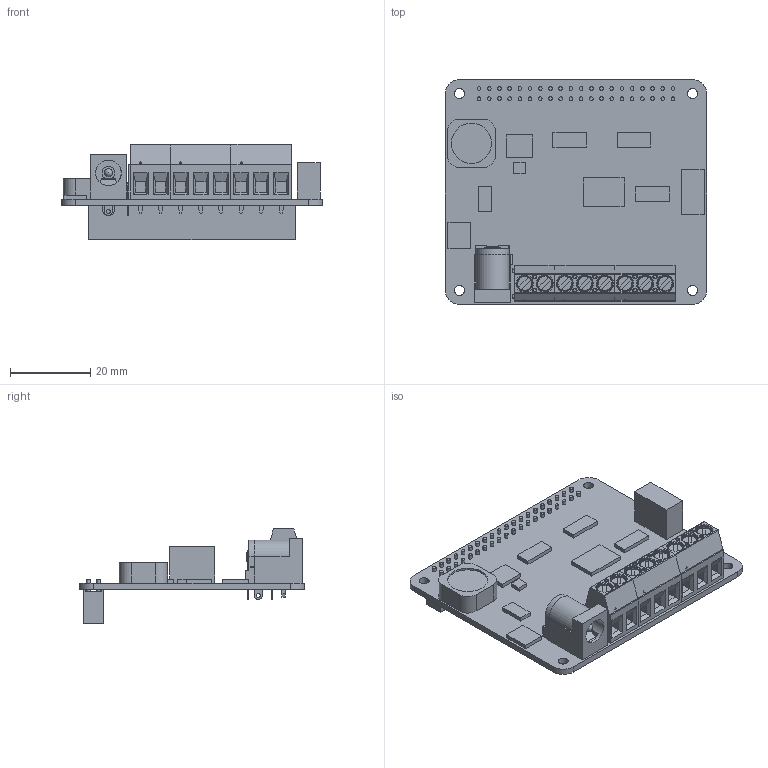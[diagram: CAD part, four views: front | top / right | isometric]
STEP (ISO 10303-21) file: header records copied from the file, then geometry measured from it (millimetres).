
FILE_DESCRIPTION(/* description */ (''),/* implementation_level */ '2;1');
FILE_NAME(/* name */ 'VB-CANFD-RPi-Hat-v1_0-cad.stp',/* time_stamp */ '2025-01-07T18:34:34+03:00',/* author */ ('Home'),/* organization */ (''),/* preprocessor_version */ 'ST-DEVELOPER v18.1',/* originating_system */ 'Autodesk Inventor 2022',/* authorisation */ '');
FILE_SCHEMA (('AUTOMOTIVE_DESIGN { 1 0 10303 214 3 1 1 }'));
Length unit declared in the file: millimetre
Products named in the file (12): VB-CanHAT-RPi; VB-CanHAT-RPi_1; DG125-5.0_3P; DG125-5.0_2P; pbd-40; DC_Power_Jack-connector; Plastic_Body_1of2; Plastic_Body_2of2; PIN_01; PIN_03; PIN_02; Boner
Assembly tree (12 placements, depth 3):
  VB-CanHAT-RPi
    VB-CanHAT-RPi_1
    DG125-5.0_3P  x2
    DG125-5.0_2P
    pbd-40
    DC_Power_Jack-connector
      Plastic_Body_1of2
      Plastic_Body_2of2
      PIN_01
      PIN_03
      PIN_02
      Boner
Bounding box: 65 x 56 x 23.7 mm (x, y, z)
Volume: 13856.9 mm3; surface area: 16419.3 mm2
Topology: 11 solids, 11 shells, 1205 faces, 2842 edges, 1797 vertices
Faces by surface type: plane 940, cylinder 171, bspline 55, torus 26, cone 10, sphere 3
Full cylindrical faces by diameter (mm): 0.8 x50, 0.9 x40, 1 x3, 2 x5, 2.5 x4, 3.2 x2, 4 x8, 4.1 x16, 6.4 x1, 10 x1
Entity records: 32044 total; most frequent: CARTESIAN_POINT 7048, DIRECTION 4798, ORIENTED_EDGE 4792, EDGE_CURVE 2396, LINE 1958, VECTOR 1958, VERTEX_POINT 1513, AXIS2_PLACEMENT_3D 1420
